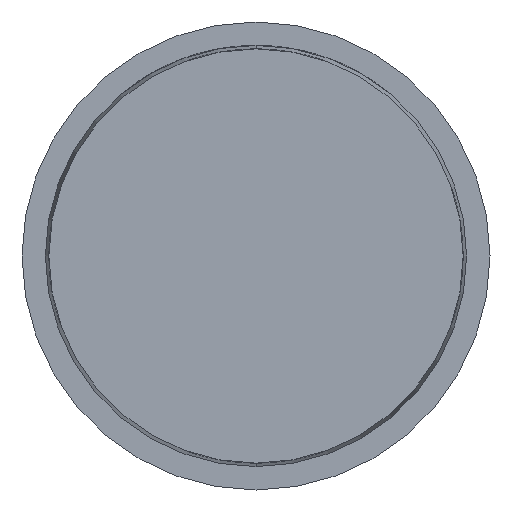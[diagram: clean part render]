
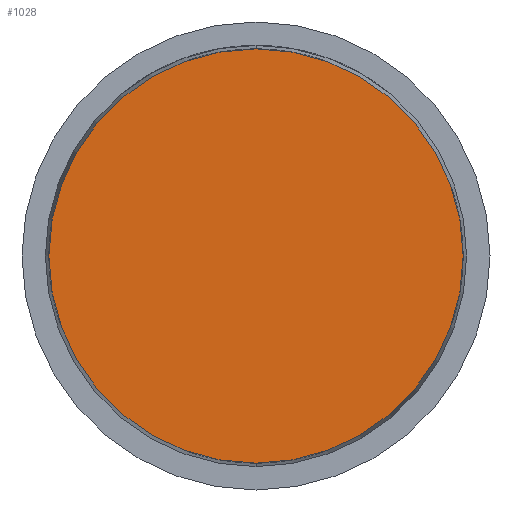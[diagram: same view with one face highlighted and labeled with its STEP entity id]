
A CAD part, front view. The second image highlights one B-rep face of the part: STEP entity #1028.
In plain terms, the highlighted planar face has unit normal (0, -1, 0).
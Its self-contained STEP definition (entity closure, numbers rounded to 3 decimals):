
#259 = DIRECTION ( 'NONE',  ( 0., 1., 0. ) ) ;
#592 = CARTESIAN_POINT ( 'NONE',  ( 0., -27.5, 0. ) ) ;
#835 = DIRECTION ( 'NONE',  ( 0., 0., -1. ) ) ;
#856 = PLANE ( 'NONE',  #1498 ) ;
#1021 = ORIENTED_EDGE ( 'NONE', *, *, #4427, .F. ) ;
#1028 = ADVANCED_FACE ( 'Defeature ausgef�hrt1_9', ( #3938 ), #856, .T. ) ;
#1183 = EDGE_LOOP ( 'NONE', ( #1021, #3086 ) ) ;
#1280 = DIRECTION ( 'NONE',  ( 0., 0., 1. ) ) ;
#1472 = CIRCLE ( 'NONE', #3960, 0.885 ) ;
#1498 = AXIS2_PLACEMENT_3D ( 'NONE', #1933, #4369, #835 ) ;
#1580 = DIRECTION ( 'NONE',  ( 0., 0., 1. ) ) ;
#1632 = EDGE_CURVE ( 'Defeature ausgef�hrt1_8+Defeature ausgef�hrt1_9+Defeature ausgef�hrt1_9+Defeature ausgef�hrt1_9', #2990, #4066, #1472, .T. ) ;
#1811 = CIRCLE ( 'NONE', #3396, 0.885 ) ;
#1933 = CARTESIAN_POINT ( 'NONE',  ( -0.885, -27.5, 0. ) ) ;
#2000 = DIRECTION ( 'NONE',  ( 0., 1., 0. ) ) ;
#2692 = CARTESIAN_POINT ( 'NONE',  ( 0., -27.5, 0. ) ) ;
#2990 = VERTEX_POINT ( 'NONE', #3807 ) ;
#3086 = ORIENTED_EDGE ( 'NONE', *, *, #1632, .F. ) ;
#3396 = AXIS2_PLACEMENT_3D ( 'NONE', #2692, #2000, #1580 ) ;
#3807 = CARTESIAN_POINT ( 'NONE',  ( 0., -27.5, -0.885 ) ) ;
#3938 = FACE_OUTER_BOUND ( 'NONE', #1183, .T. ) ;
#3960 = AXIS2_PLACEMENT_3D ( 'NONE', #592, #259, #1280 ) ;
#4066 = VERTEX_POINT ( 'NONE', #4198 ) ;
#4198 = CARTESIAN_POINT ( 'NONE',  ( 0., -27.5, 0.885 ) ) ;
#4369 = DIRECTION ( 'NONE',  ( 0., -1., 0. ) ) ;
#4427 = EDGE_CURVE ( 'Defeature ausgef�hrt1_8+Defeature ausgef�hrt1_9+Defeature ausgef�hrt1_9+Defeature ausgef�hrt1_9', #4066, #2990, #1811, .T. ) ;
